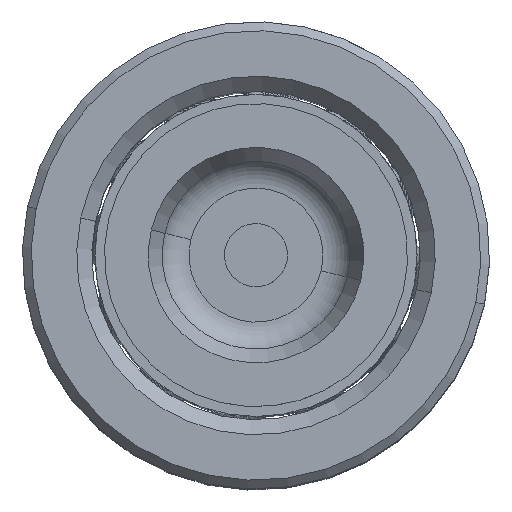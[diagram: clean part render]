
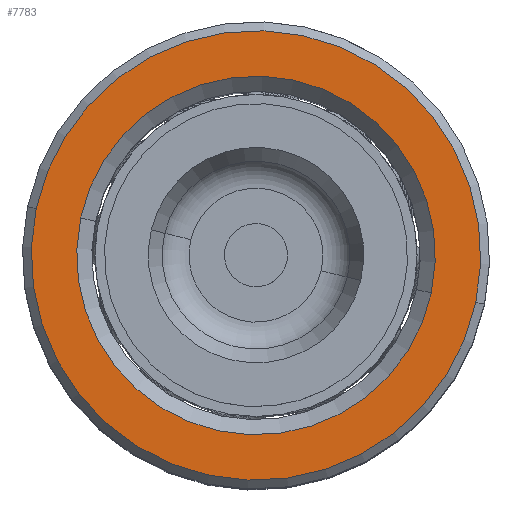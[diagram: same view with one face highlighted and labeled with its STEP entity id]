
A CAD part, top view. The second image highlights one B-rep face of the part: STEP entity #7783.
In plain terms, the highlighted planar face has unit normal (0, 0, 1).
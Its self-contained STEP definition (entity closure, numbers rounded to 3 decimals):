
#124 = DIRECTION ( 'NONE',  ( 0., 0., 1. ) ) ;
#501 = CARTESIAN_POINT ( 'NONE',  ( 17.8, 0., 50. ) ) ;
#651 = AXIS2_PLACEMENT_3D ( 'NONE', #22113, #25428, #21377 ) ;
#862 = EDGE_CURVE ( 'NONE', #6863, #16986, #22179, .T. ) ;
#1054 = AXIS2_PLACEMENT_3D ( 'NONE', #7906, #124, #24242 ) ;
#1365 = AXIS2_PLACEMENT_3D ( 'NONE', #13701, #25843, #13791 ) ;
#1625 = CARTESIAN_POINT ( 'NONE',  ( -17.8, 0., 50. ) ) ;
#2826 = AXIS2_PLACEMENT_3D ( 'NONE', #3127, #15330, #21686 ) ;
#3127 = CARTESIAN_POINT ( 'NONE',  ( 0., 0., 50. ) ) ;
#3192 = CARTESIAN_POINT ( 'NONE',  ( 0., 0., 50. ) ) ;
#4348 = FACE_OUTER_BOUND ( 'NONE', #15461, .T. ) ;
#5289 = AXIS2_PLACEMENT_3D ( 'NONE', #3192, #19710, #21584 ) ;
#6048 = CIRCLE ( 'NONE', #651, 14.2 ) ;
#6863 = VERTEX_POINT ( 'NONE', #8239 ) ;
#7396 = PLANE ( 'NONE',  #5289 ) ;
#7783 = ADVANCED_FACE ( 'NONE', ( #4348, #18060 ), #7396, .T. ) ;
#7906 = CARTESIAN_POINT ( 'NONE',  ( 0., 0., 50. ) ) ;
#8239 = CARTESIAN_POINT ( 'NONE',  ( -14.2, 0., 50. ) ) ;
#8370 = EDGE_LOOP ( 'NONE', ( #11580, #21567 ) ) ;
#11123 = EDGE_CURVE ( 'NONE', #24946, #16568, #16687, .T. ) ;
#11580 = ORIENTED_EDGE ( 'NONE', *, *, #25539, .T. ) ;
#13233 = ORIENTED_EDGE ( 'NONE', *, *, #11123, .T. ) ;
#13701 = CARTESIAN_POINT ( 'NONE',  ( 0., 0., 50. ) ) ;
#13791 = DIRECTION ( 'NONE',  ( 1., 0., 0. ) ) ;
#15330 = DIRECTION ( 'NONE',  ( 0., 0., -1. ) ) ;
#15461 = EDGE_LOOP ( 'NONE', ( #13233, #18564 ) ) ;
#15960 = CARTESIAN_POINT ( 'NONE',  ( 14.2, 0., 50. ) ) ;
#16568 = VERTEX_POINT ( 'NONE', #501 ) ;
#16687 = CIRCLE ( 'NONE', #1365, 17.8 ) ;
#16986 = VERTEX_POINT ( 'NONE', #15960 ) ;
#17886 = EDGE_CURVE ( 'NONE', #16568, #24946, #24452, .T. ) ;
#18060 = FACE_BOUND ( 'NONE', #8370, .T. ) ;
#18564 = ORIENTED_EDGE ( 'NONE', *, *, #17886, .T. ) ;
#19710 = DIRECTION ( 'NONE',  ( 0., 0., 1. ) ) ;
#21377 = DIRECTION ( 'NONE',  ( 1., 0., 0. ) ) ;
#21567 = ORIENTED_EDGE ( 'NONE', *, *, #862, .T. ) ;
#21584 = DIRECTION ( 'NONE',  ( 1., 0., 0. ) ) ;
#21686 = DIRECTION ( 'NONE',  ( 1., 0., 0. ) ) ;
#22113 = CARTESIAN_POINT ( 'NONE',  ( 0., 0., 50. ) ) ;
#22179 = CIRCLE ( 'NONE', #2826, 14.2 ) ;
#24242 = DIRECTION ( 'NONE',  ( 1., 0., 0. ) ) ;
#24452 = CIRCLE ( 'NONE', #1054, 17.8 ) ;
#24946 = VERTEX_POINT ( 'NONE', #1625 ) ;
#25428 = DIRECTION ( 'NONE',  ( 0., 0., -1. ) ) ;
#25539 = EDGE_CURVE ( 'NONE', #16986, #6863, #6048, .T. ) ;
#25843 = DIRECTION ( 'NONE',  ( 0., 0., 1. ) ) ;
